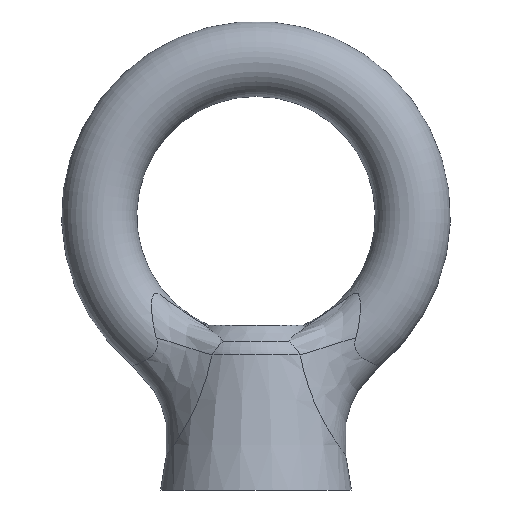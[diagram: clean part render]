
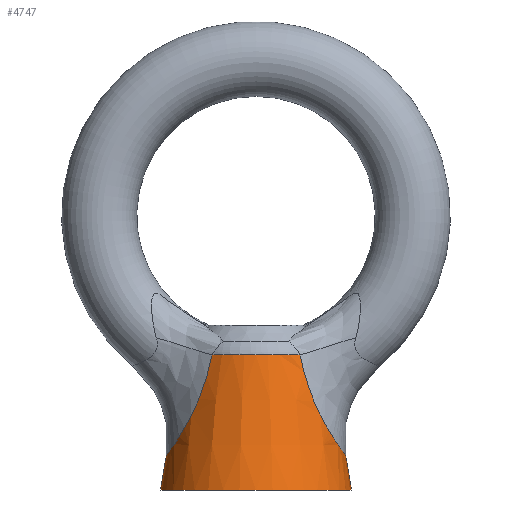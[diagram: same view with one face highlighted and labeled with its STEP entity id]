
A CAD part, front view. The second image highlights one B-rep face of the part: STEP entity #4747.
In plain terms, the highlighted conical face has half-angle 9.462 degrees and reference radius 8 mm.
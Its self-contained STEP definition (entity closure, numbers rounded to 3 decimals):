
#1054 = CARTESIAN_POINT ( 'NONE',  ( 3.7, -4.866, -11.679 ) ) ;
#1055 = CARTESIAN_POINT ( 'NONE',  ( 3.791, -4.898, -12.16 ) ) ;
#1056 = CARTESIAN_POINT ( 'NONE',  ( 3.898, -4.915, -12.636 ) ) ;
#1057 = CARTESIAN_POINT ( 'NONE',  ( 4.149, -4.913, -13.579 ) ) ;
#1058 = CARTESIAN_POINT ( 'NONE',  ( 4.294, -4.893, -14.047 ) ) ;
#1059 = CARTESIAN_POINT ( 'NONE',  ( 4.619, -4.802, -14.965 ) ) ;
#1060 = CARTESIAN_POINT ( 'NONE',  ( 4.799, -4.731, -15.413 ) ) ;
#1061 = CARTESIAN_POINT ( 'NONE',  ( 5.187, -4.526, -16.286 ) ) ;
#1062 = CARTESIAN_POINT ( 'NONE',  ( 5.397, -4.39, -16.711 ) ) ;
#1063 = CARTESIAN_POINT ( 'NONE',  ( 5.717, -4.13, -17.312 ) ) ;
#1064 = CARTESIAN_POINT ( 'NONE',  ( 5.826, -4.034, -17.508 ) ) ;
#1065 = CARTESIAN_POINT ( 'NONE',  ( 6.044, -3.819, -17.888 ) ) ;
#1066 = CARTESIAN_POINT ( 'NONE',  ( 6.155, -3.699, -18.074 ) ) ;
#1067 = CARTESIAN_POINT ( 'NONE',  ( 6.478, -3.31, -18.602 ) ) ;
#1068 = CARTESIAN_POINT ( 'NONE',  ( 6.685, -3.008, -18.919 ) ) ;
#1069 = CARTESIAN_POINT ( 'NONE',  ( 7.059, -2.295, -19.47 ) ) ;
#1070 = CARTESIAN_POINT ( 'NONE',  ( 7.225, -1.877, -19.703 ) ) ;
#1071 = CARTESIAN_POINT ( 'NONE',  ( 7.395, -1.208, -19.939 ) ) ;
#1072 = CARTESIAN_POINT ( 'NONE',  ( 7.44, -0.976, -20. ) ) ;
#1073 = CARTESIAN_POINT ( 'NONE',  ( 7.502, -0.495, -20.084 ) ) ;
#1074 = CARTESIAN_POINT ( 'NONE',  ( 7.518, -0.247, -20.105 ) ) ;
#1075 = CARTESIAN_POINT ( 'NONE',  ( 7.518, 0., -20.105 ) ) ;
#1076 = DIRECTION ( 'NONE',  ( -1., 0., 0. ) ) ;
#1077 = DIRECTION ( 'NONE',  ( 0., 0., -1. ) ) ;
#1078 = CARTESIAN_POINT ( 'NONE',  ( 0., 0., -23. ) ) ;
#1079 = AXIS2_PLACEMENT_3D ( 'NONE', #1078, #1077, #1076 ) ;
#1128 = CONICAL_SURFACE ( 'NONE', #1079, 8., 0.165 ) ;
#1129 = B_SPLINE_CURVE_WITH_KNOTS ( 'NONE', 3,
 ( #1075, #1074, #1073, #1072, #1071, #1070, #1069, #1068, #1067, #1066, #1065, #1064, #1063, #1062, #1061, #1060, #1059, #1058, #1057, #1056, #1055, #1054 ),
 .UNSPECIFIED., .F., .F.,
 ( 4, 2, 2, 2, 2, 2, 2, 2, 2, 2, 4 ),
 ( 0.012, 0.012, 0.013, 0.015, 0.016, 0.017, 0.018, 0.019, 0.021, 0.022, 0.023 ),
 .UNSPECIFIED. ) ;
#1130 = FACE_OUTER_BOUND ( 'NONE', #4748, .T. ) ;
#1131 = CARTESIAN_POINT ( 'NONE',  ( 3.7, -4.866, -11.679 ) ) ;
#1136 = CARTESIAN_POINT ( 'NONE',  ( -3.7, -4.866, -11.679 ) ) ;
#4606 = EDGE_CURVE ( 'NONE', #4607, #4655, #5776, .T. ) ;
#4607 = VERTEX_POINT ( 'NONE', #5772 ) ;
#4651 = VERTEX_POINT ( 'NONE', #7644 ) ;
#4653 = EDGE_CURVE ( 'NONE', #4651, #4654, #7637, .T. ) ;
#4654 = VERTEX_POINT ( 'NONE', #7633 ) ;
#4655 = VERTEX_POINT ( 'NONE', #7632 ) ;
#4668 = ORIENTED_EDGE ( 'NONE', *, *, #4669, .F. ) ;
#4669 = EDGE_CURVE ( 'NONE', #4654, #4655, #6132, .T. ) ;
#4671 = EDGE_CURVE ( 'NONE', #4745, #4743, #6127, .T. ) ;
#4672 = ORIENTED_EDGE ( 'NONE', *, *, #4674, .T. ) ;
#4673 = ORIENTED_EDGE ( 'NONE', *, *, #4671, .T. ) ;
#4674 = EDGE_CURVE ( 'NONE', #4743, #4607, #6122, .T. ) ;
#4743 = VERTEX_POINT ( 'NONE', #1136 ) ;
#4744 = ORIENTED_EDGE ( 'NONE', *, *, #4746, .T. ) ;
#4745 = VERTEX_POINT ( 'NONE', #1131 ) ;
#4746 = EDGE_CURVE ( 'NONE', #4651, #4745, #1129, .T. ) ;
#4747 = ADVANCED_FACE ( 'NONE', ( #1130 ), #1128, .T. ) ;
#4748 = EDGE_LOOP ( 'NONE', ( #4750, #4744, #4673, #4672, #4754, #4668 ) ) ;
#4750 = ORIENTED_EDGE ( 'NONE', *, *, #4653, .F. ) ;
#4754 = ORIENTED_EDGE ( 'NONE', *, *, #4606, .T. ) ;
#5772 = CARTESIAN_POINT ( 'NONE',  ( -7.518, 0., -20.105 ) ) ;
#5773 = DIRECTION ( 'NONE',  ( -0.164, 0., -0.986 ) ) ;
#5774 = VECTOR ( 'NONE', #5773, 1000. ) ;
#5775 = CARTESIAN_POINT ( 'NONE',  ( -8., 0., -23. ) ) ;
#5776 = LINE ( 'NONE', #5775, #5774 ) ;
#6118 = CARTESIAN_POINT ( 'NONE',  ( -4.15, -4.913, -13.583 ) ) ;
#6119 = CARTESIAN_POINT ( 'NONE',  ( -3.899, -4.916, -12.639 ) ) ;
#6120 = CARTESIAN_POINT ( 'NONE',  ( -3.791, -4.898, -12.16 ) ) ;
#6121 = CARTESIAN_POINT ( 'NONE',  ( -3.7, -4.866, -11.679 ) ) ;
#6122 = B_SPLINE_CURVE_WITH_KNOTS ( 'NONE', 3,
 ( #6121, #6120, #6119, #6118, #6151, #6150, #6149, #6148, #6147, #6146, #6145, #6178, #6177, #6176, #6175, #6174, #6173, #6172, #6171, #6170, #6169, #6168, #6167, #6166, #6165, #6164 ),
 .UNSPECIFIED., .F., .F.,
 ( 4, 2, 2, 2, 2, 2, 2, 2, 2, 2, 2, 2, 4 ),
 ( 0., 0.001, 0.003, 0.004, 0.006, 0.007, 0.007, 0.008, 0.009, 0.01, 0.01, 0.011, 0.012 ),
 .UNSPECIFIED. ) ;
#6123 = DIRECTION ( 'NONE',  ( 1., 0., 0. ) ) ;
#6124 = DIRECTION ( 'NONE',  ( 0., 0., -1. ) ) ;
#6125 = CARTESIAN_POINT ( 'NONE',  ( 0., 0., -11.679 ) ) ;
#6126 = AXIS2_PLACEMENT_3D ( 'NONE', #6125, #6124, #6123 ) ;
#6127 = CIRCLE ( 'NONE', #6126, 6.113 ) ;
#6128 = DIRECTION ( 'NONE',  ( -1., 0., 0. ) ) ;
#6129 = DIRECTION ( 'NONE',  ( 0., 0., -1. ) ) ;
#6130 = CARTESIAN_POINT ( 'NONE',  ( 0., 0., -23. ) ) ;
#6131 = AXIS2_PLACEMENT_3D ( 'NONE', #6130, #6129, #6128 ) ;
#6132 = CIRCLE ( 'NONE', #6131, 8. ) ;
#6145 = CARTESIAN_POINT ( 'NONE',  ( -5.825, -4.035, -17.506 ) ) ;
#6146 = CARTESIAN_POINT ( 'NONE',  ( -5.715, -4.133, -17.308 ) ) ;
#6147 = CARTESIAN_POINT ( 'NONE',  ( -5.393, -4.393, -16.704 ) ) ;
#6148 = CARTESIAN_POINT ( 'NONE',  ( -5.187, -4.526, -16.285 ) ) ;
#6149 = CARTESIAN_POINT ( 'NONE',  ( -4.8, -4.73, -15.417 ) ) ;
#6150 = CARTESIAN_POINT ( 'NONE',  ( -4.619, -4.801, -14.965 ) ) ;
#6151 = CARTESIAN_POINT ( 'NONE',  ( -4.294, -4.893, -14.049 ) ) ;
#6164 = CARTESIAN_POINT ( 'NONE',  ( -7.518, 0., -20.105 ) ) ;
#6165 = CARTESIAN_POINT ( 'NONE',  ( -7.518, -0.247, -20.105 ) ) ;
#6166 = CARTESIAN_POINT ( 'NONE',  ( -7.502, -0.49, -20.084 ) ) ;
#6167 = CARTESIAN_POINT ( 'NONE',  ( -7.442, -0.967, -20.002 ) ) ;
#6168 = CARTESIAN_POINT ( 'NONE',  ( -7.396, -1.204, -19.94 ) ) ;
#6169 = CARTESIAN_POINT ( 'NONE',  ( -7.281, -1.657, -19.781 ) ) ;
#6170 = CARTESIAN_POINT ( 'NONE',  ( -7.211, -1.874, -19.683 ) ) ;
#6171 = CARTESIAN_POINT ( 'NONE',  ( -7.054, -2.28, -19.46 ) ) ;
#6172 = CARTESIAN_POINT ( 'NONE',  ( -6.966, -2.471, -19.334 ) ) ;
#6173 = CARTESIAN_POINT ( 'NONE',  ( -6.778, -2.831, -19.056 ) ) ;
#6174 = CARTESIAN_POINT ( 'NONE',  ( -6.677, -2.998, -18.905 ) ) ;
#6175 = CARTESIAN_POINT ( 'NONE',  ( -6.472, -3.304, -18.587 ) ) ;
#6176 = CARTESIAN_POINT ( 'NONE',  ( -6.367, -3.444, -18.42 ) ) ;
#6177 = CARTESIAN_POINT ( 'NONE',  ( -6.152, -3.702, -18.07 ) ) ;
#6178 = CARTESIAN_POINT ( 'NONE',  ( -6.043, -3.82, -17.887 ) ) ;
#7632 = CARTESIAN_POINT ( 'NONE',  ( -8., 0., -23. ) ) ;
#7633 = CARTESIAN_POINT ( 'NONE',  ( 8., 0., -23. ) ) ;
#7634 = DIRECTION ( 'NONE',  ( 0.164, 0., -0.986 ) ) ;
#7635 = VECTOR ( 'NONE', #7634, 1000. ) ;
#7636 = CARTESIAN_POINT ( 'NONE',  ( 8., 0., -23. ) ) ;
#7637 = LINE ( 'NONE', #7636, #7635 ) ;
#7644 = CARTESIAN_POINT ( 'NONE',  ( 7.518, 0., -20.105 ) ) ;
